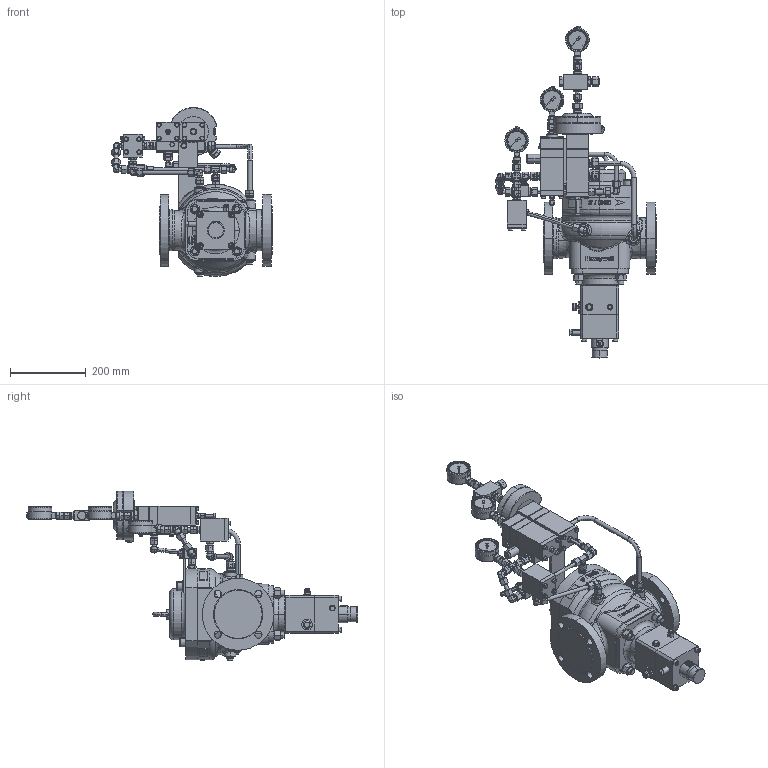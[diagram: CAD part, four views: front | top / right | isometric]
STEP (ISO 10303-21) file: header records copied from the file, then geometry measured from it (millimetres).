
FILE_DESCRIPTION (( 'STEP AP214' ), '1' );
FILE_NAME ('HON5020SSV_DN50_class600_HON630(GR).STEP', '2019-09-30T07:50:00', ( '' ), ( '' ), 'SwSTEP 2.0', 'SolidWorks 2017', '' );
FILE_SCHEMA (( 'AUTOMOTIVE_DESIGN' ));
Length unit declared in the file: millimetre
Products named in the file (1): HON5020SSV_DN50_class600_HON630(GR)
Bounding box: 423.72 x 877.92 x 447.65 mm (x, y, z)
Volume: 15301330.1 mm3; surface area: 1010462.3 mm2
Topology: 127 solids, 127 shells, 4998 faces, 11503 edges, 7030 vertices
Faces by surface type: plane 1981, cone 1108, cylinder 951, bspline 636, torus 280, sphere 42
Entity records: 219343 total; most frequent: CARTESIAN_POINT 107565, ORIENTED_EDGE 22916, DIRECTION 20658, EDGE_CURVE 11458, AXIS2_PLACEMENT_3D 8089, VERTEX_POINT 7028, EDGE_LOOP 5334, ADVANCED_FACE 4998
